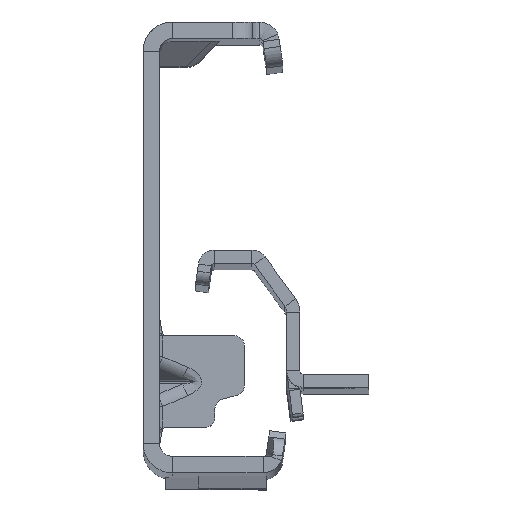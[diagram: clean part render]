
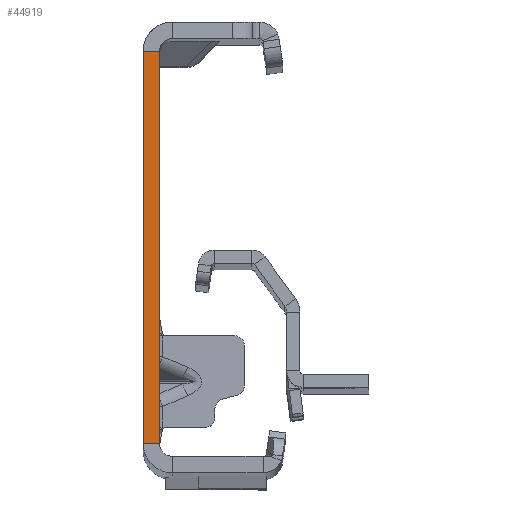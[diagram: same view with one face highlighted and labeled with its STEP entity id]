
A CAD part, top view. The second image highlights one B-rep face of the part: STEP entity #44919.
In plain terms, the highlighted planar face has unit normal (0, 0, 1).
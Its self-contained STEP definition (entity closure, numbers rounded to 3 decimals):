
#40 = CARTESIAN_POINT ( 'NONE',  ( 0., -32., 0. ) ) ;
#496 = CARTESIAN_POINT ( 'NONE',  ( -2.5, -32., 0. ) ) ;
#3221 = VECTOR ( 'NONE', #33812, 1000. ) ;
#3443 = EDGE_CURVE ( 'NONE', #35801, #33388, #18197, .T. ) ;
#3595 = ORIENTED_EDGE ( 'NONE', *, *, #12924, .F. ) ;
#3847 = FACE_OUTER_BOUND ( 'NONE', #11926, .T. ) ;
#5562 = DIRECTION ( 'NONE',  ( -1., 0., 0. ) ) ;
#8484 = AXIS2_PLACEMENT_3D ( 'NONE', #496, #15539, #31782 ) ;
#10794 = LINE ( 'NONE', #40, #20683 ) ;
#11926 = EDGE_LOOP ( 'NONE', ( #3595, #16497, #16297, #42285 ) ) ;
#12924 = EDGE_CURVE ( 'NONE', #40171, #21053, #10794, .T. ) ;
#14854 = DIRECTION ( 'NONE',  ( 0., -1., 0. ) ) ;
#15539 = DIRECTION ( 'NONE',  ( 0., 0., 1. ) ) ;
#16291 = PLANE ( 'NONE',  #8484 ) ;
#16297 = ORIENTED_EDGE ( 'NONE', *, *, #3443, .T. ) ;
#16497 = ORIENTED_EDGE ( 'NONE', *, *, #46042, .T. ) ;
#16579 = CARTESIAN_POINT ( 'NONE',  ( -2.5, -30., 0. ) ) ;
#17539 = CARTESIAN_POINT ( 'NONE',  ( 0., 30., 0. ) ) ;
#18197 = LINE ( 'NONE', #29853, #32097 ) ;
#19983 = VECTOR ( 'NONE', #5562, 1000. ) ;
#20683 = VECTOR ( 'NONE', #26292, 1000. ) ;
#20850 = CARTESIAN_POINT ( 'NONE',  ( 0., -30., 0. ) ) ;
#21053 = VERTEX_POINT ( 'NONE', #20850 ) ;
#24919 = LINE ( 'NONE', #17539, #19983 ) ;
#26292 = DIRECTION ( 'NONE',  ( 0., -1., 0. ) ) ;
#28883 = CARTESIAN_POINT ( 'NONE',  ( 0., 30., 0. ) ) ;
#29257 = CARTESIAN_POINT ( 'NONE',  ( -2.5, 30., 0. ) ) ;
#29853 = CARTESIAN_POINT ( 'NONE',  ( -2.5, -32., 0. ) ) ;
#30216 = CARTESIAN_POINT ( 'NONE',  ( 0., -30., 0. ) ) ;
#31782 = DIRECTION ( 'NONE',  ( 1., 0., 0. ) ) ;
#32097 = VECTOR ( 'NONE', #14854, 1000. ) ;
#33388 = VERTEX_POINT ( 'NONE', #16579 ) ;
#33812 = DIRECTION ( 'NONE',  ( -1., 0., 0. ) ) ;
#35801 = VERTEX_POINT ( 'NONE', #29257 ) ;
#40171 = VERTEX_POINT ( 'NONE', #28883 ) ;
#41218 = EDGE_CURVE ( 'NONE', #21053, #33388, #42218, .T. ) ;
#42218 = LINE ( 'NONE', #30216, #3221 ) ;
#42285 = ORIENTED_EDGE ( 'NONE', *, *, #41218, .F. ) ;
#44919 = ADVANCED_FACE ( 'NONE', ( #3847 ), #16291, .T. ) ;
#46042 = EDGE_CURVE ( 'NONE', #40171, #35801, #24919, .T. ) ;
